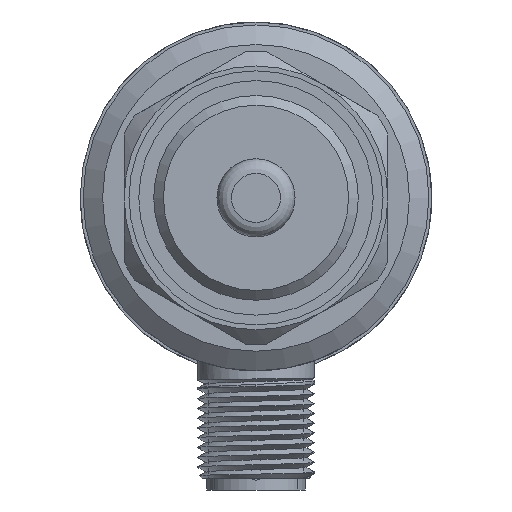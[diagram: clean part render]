
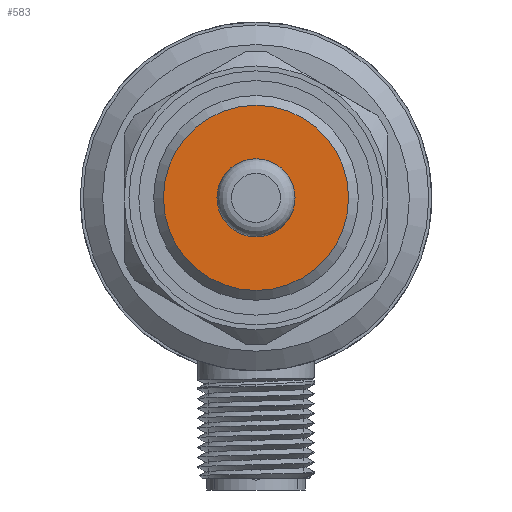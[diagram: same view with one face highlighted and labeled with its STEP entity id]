
A CAD part, left-side view. The second image highlights one B-rep face of the part: STEP entity #583.
In plain terms, the highlighted planar face has unit normal (-1, 0, 0).
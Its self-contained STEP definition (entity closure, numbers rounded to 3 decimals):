
#583=ADVANCED_FACE('',(#1228,#1229),#937,.T.);
#937=PLANE('',#6761);
#1228=FACE_BOUND('',#1398,.T.);
#1229=FACE_BOUND('',#1399,.T.);
#1398=EDGE_LOOP('',(#3397));
#1399=EDGE_LOOP('',(#3398));
#3397=ORIENTED_EDGE('',*,*,#5755,.T.);
#3398=ORIENTED_EDGE('',*,*,#5756,.T.);
#5116=VERTEX_POINT('',#9008);
#5117=VERTEX_POINT('',#9010);
#5755=EDGE_CURVE('',#5116,#5116,#6621,.T.);
#5756=EDGE_CURVE('',#5117,#5117,#6622,.T.);
#6621=CIRCLE('',#6759,9.475);
#6622=CIRCLE('',#6760,4.);
#6759=AXIS2_PLACEMENT_3D('',#9007,#7304,#7305);
#6760=AXIS2_PLACEMENT_3D('',#9009,#7306,#7307);
#6761=AXIS2_PLACEMENT_3D('',#9011,#7308,#7309);
#7304=DIRECTION('',(-1.,0.,0.));
#7305=DIRECTION('',(0.,0.,1.));
#7306=DIRECTION('',(1.,0.,0.));
#7307=DIRECTION('',(0.,0.,1.));
#7308=DIRECTION('',(-1.,0.,0.));
#7309=DIRECTION('',(0.,0.,1.));
#9007=CARTESIAN_POINT('',(-76.,18.,-18.012));
#9008=CARTESIAN_POINT('',(-76.,18.,-8.537));
#9009=CARTESIAN_POINT('',(-76.,18.,-18.012));
#9010=CARTESIAN_POINT('',(-76.,18.,-14.012));
#9011=CARTESIAN_POINT('',(-76.,18.,-18.012));
